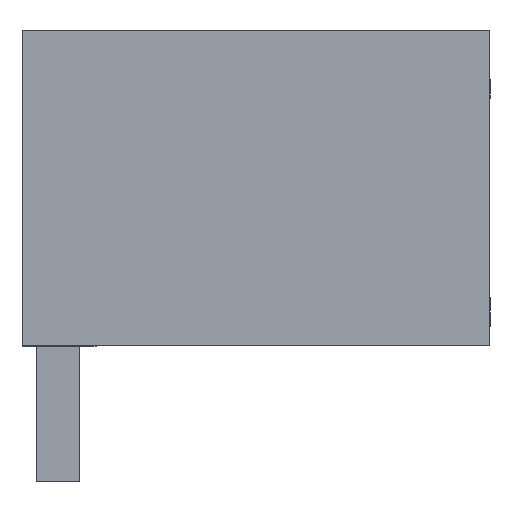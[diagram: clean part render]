
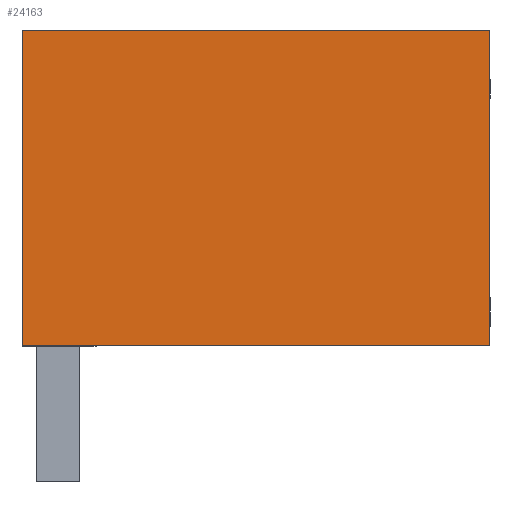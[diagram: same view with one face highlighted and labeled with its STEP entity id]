
A CAD part, left-side view. The second image highlights one B-rep face of the part: STEP entity #24163.
In plain terms, the highlighted planar face has unit normal (-1, 0, 0).
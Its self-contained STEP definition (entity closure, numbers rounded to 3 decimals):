
#24150=AXIS2_PLACEMENT_3D('Plane Axis2P3D',#24147,#24148,#24149) ;
#13442=CARTESIAN_POINT('Vertex',(0.,11.05,10.65)) ;
#13445=CARTESIAN_POINT('Line Origine',(0.,5.525,10.65)) ;
#13449=CARTESIAN_POINT('Vertex',(0.,0.,10.65)) ;
#14482=CARTESIAN_POINT('Line Origine',(0.,0.,6.925)) ;
#14486=CARTESIAN_POINT('Vertex',(0.,0.,3.2)) ;
#17374=CARTESIAN_POINT('Vertex',(0.,11.05,3.2)) ;
#17377=CARTESIAN_POINT('Line Origine',(0.,11.05,6.925)) ;
#24147=CARTESIAN_POINT('Axis2P3D Location',(0.,11.05,0.)) ;
#24152=CARTESIAN_POINT('Line Origine',(0.,5.525,3.2)) ;
#13446=DIRECTION('Vector Direction',(0.,-1.,0.)) ;
#14483=DIRECTION('Vector Direction',(0.,0.,1.)) ;
#17378=DIRECTION('Vector Direction',(0.,0.,-1.)) ;
#24148=DIRECTION('Axis2P3D Direction',(-1.,0.,0.)) ;
#24149=DIRECTION('Axis2P3D XDirection',(0.,-1.,0.)) ;
#24153=DIRECTION('Vector Direction',(0.,1.,0.)) ;
#13447=VECTOR('Line Direction',#13446,1.) ;
#14484=VECTOR('Line Direction',#14483,1.) ;
#17379=VECTOR('Line Direction',#17378,1.) ;
#24154=VECTOR('Line Direction',#24153,1.) ;
#24158=ORIENTED_EDGE('',*,*,#17381,.T.) ;
#24159=ORIENTED_EDGE('',*,*,#24156,.T.) ;
#24160=ORIENTED_EDGE('',*,*,#14488,.T.) ;
#24161=ORIENTED_EDGE('',*,*,#13451,.T.) ;
#24163=ADVANCED_FACE('HOUSING',(#24162),#24151,.T.) ;
#13451=EDGE_CURVE('',#13450,#13443,#13448,.F.) ;
#14488=EDGE_CURVE('',#14487,#13450,#14485,.T.) ;
#17381=EDGE_CURVE('',#13443,#17375,#17380,.T.) ;
#24156=EDGE_CURVE('',#17375,#14487,#24155,.F.) ;
#24157=EDGE_LOOP('',(#24158,#24159,#24160,#24161)) ;
#24162=FACE_OUTER_BOUND('',#24157,.T.) ;
#13448=LINE('Line',#13445,#13447) ;
#14485=LINE('Line',#14482,#14484) ;
#17380=LINE('Line',#17377,#17379) ;
#24155=LINE('Line',#24152,#24154) ;
#24151=PLANE('',#24150) ;
#13443=VERTEX_POINT('',#13442) ;
#13450=VERTEX_POINT('',#13449) ;
#14487=VERTEX_POINT('',#14486) ;
#17375=VERTEX_POINT('',#17374) ;
